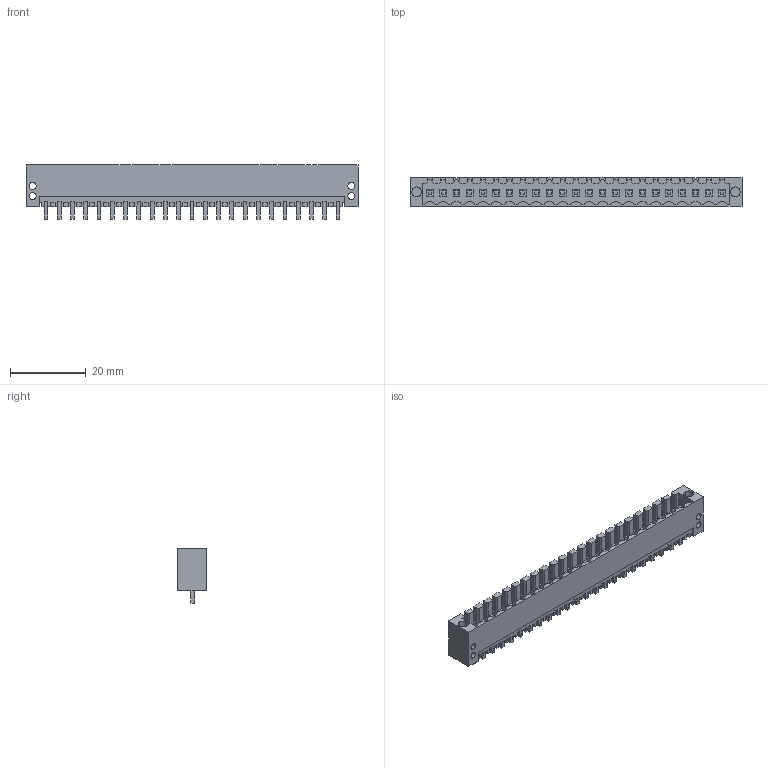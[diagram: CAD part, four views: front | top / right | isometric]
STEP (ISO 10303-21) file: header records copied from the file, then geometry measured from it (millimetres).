
FILE_DESCRIPTION(('CATIA V5 STEP Exchange','CAx-IF Rec.Pracs.--- Model Styling and Organization---1.2---2011-12-15'),'2;1');
FILE_NAME ('D1453690_0_1622240000_1622240000.stp','2018-03-12T07:08:48+00:00',('none'),('Weidmueller'),'CATIA Version 5-6 Release 2014','CATIA V5 STEP AP214','none');
FILE_SCHEMA(('AUTOMOTIVE_DESIGN { 1 0 10303 214 1 1 1 1 }'));
Length unit declared in the file: millimetre
Products named in the file (1): 1622240000
Bounding box: 87.5 x 7.45 x 14.25 mm (x, y, z)
Volume: 2894.5 mm3; surface area: 7668.3 mm2
Topology: 24 solids, 24 shells, 1325 faces, 3850 edges, 2600 vertices
Faces by surface type: plane 1280, cylinder 45
Entity records: 41169 total; most frequent: ORIENTED_EDGE 7692, CARTESIAN_POINT 7200, DIRECTION 5271, EDGE_CURVE 3846, VECTOR 3756, LINE 3756, VERTEX_POINT 2598, EDGE_LOOP 1414
